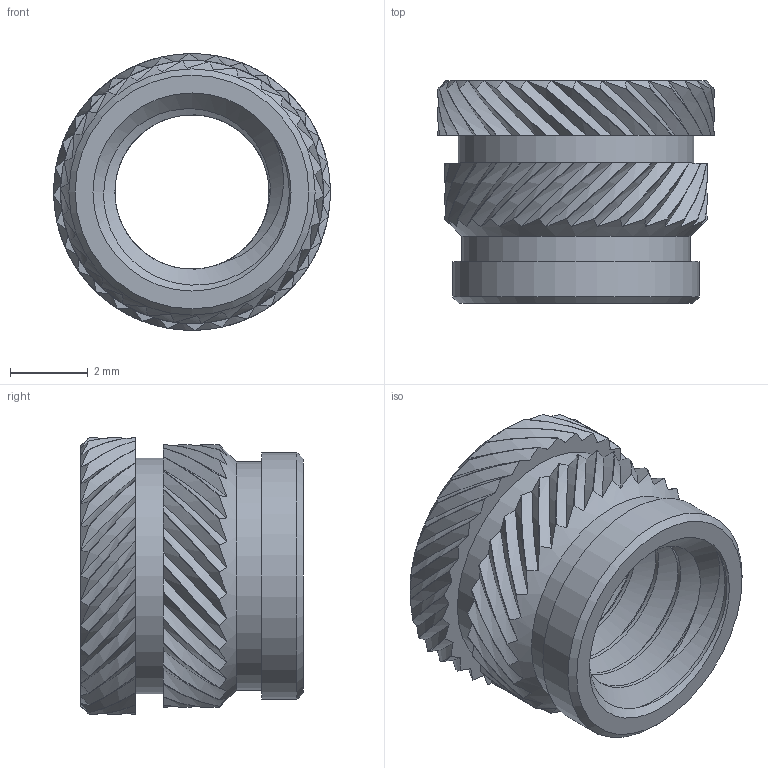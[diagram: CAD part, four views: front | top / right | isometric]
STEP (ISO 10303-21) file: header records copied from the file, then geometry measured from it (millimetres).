
FILE_DESCRIPTION(/* description */ ('STEP AP203'),/* implementation_level */ '2;1');
FILE_NAME(/* name */ '94459A774_M5-6mm-Heat-Set Inserts for Plastic.step',/* time_stamp */ '2026-02-26T02:33:31-05:00',/* author */ (''),/* organization */ (''),/* preprocessor_version */ 'ST-DEVELOPER v20.1',/* originating_system */ 'Autodesk Translation Framework v14.24.0.0',/* authorisation */ '');
FILE_SCHEMA (('AUTOMOTIVE_DESIGN { 1 0 10303 214 3 1 1 }'));
Length unit declared in the file: millimetre
Products named in the file (1): 2026-01-24-07-32-19-434
Bounding box: 7.11 x 5.71 x 7.11 mm (x, y, z)
Volume: 93.4 mm3; surface area: 321.6 mm2
Topology: 1 solids, 1 shells, 242 faces, 647 edges, 410 vertices
Faces by surface type: bspline 127, cylinder 73, cone 37, plane 5
Full cylindrical faces by diameter (mm): 5 x6, 5.866 x1, 6.045 x1, 6.325 x1
Entity records: 11545 total; most frequent: CARTESIAN_POINT 6697, ORIENTED_EDGE 1294, DIRECTION 715, EDGE_CURVE 647, VERTEX_POINT 410, AXIS2_PLACEMENT_3D 288, EDGE_LOOP 247, FACE_OUTER_BOUND 242
